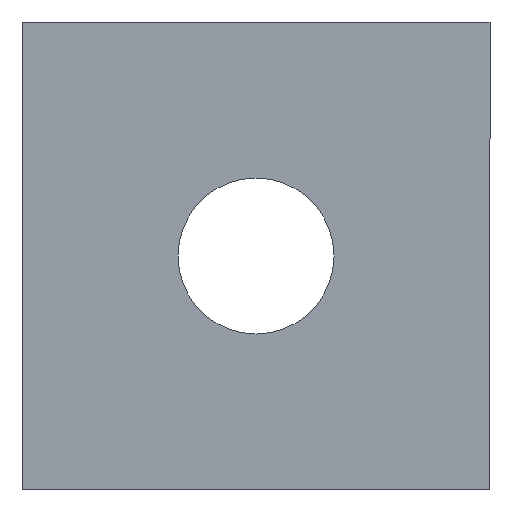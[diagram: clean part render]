
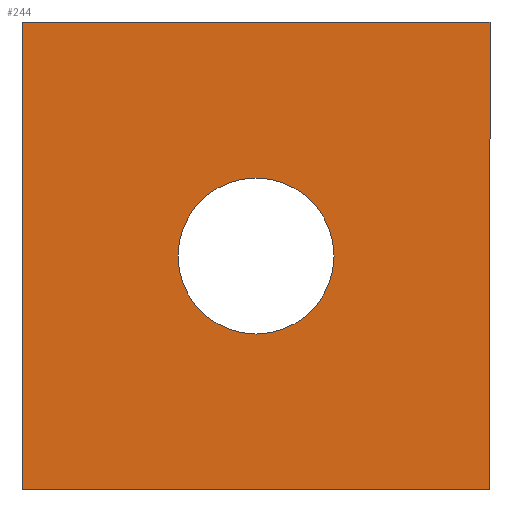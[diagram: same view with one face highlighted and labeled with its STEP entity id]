
A CAD part, front view. The second image highlights one B-rep face of the part: STEP entity #244.
In plain terms, the highlighted planar face has unit normal (0, -1, 0).
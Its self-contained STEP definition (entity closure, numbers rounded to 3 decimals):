
#3 = EDGE_CURVE ( 'NONE', #77, #249, #112, .T. ) ;
#5 = CIRCLE ( 'NONE', #145, 2. ) ;
#11 = EDGE_CURVE ( 'NONE', #276, #61, #271, .T. ) ;
#16 = VECTOR ( 'NONE', #186, 1000. ) ;
#17 = DIRECTION ( 'NONE',  ( 0., 0., 1. ) ) ;
#23 = DIRECTION ( 'NONE',  ( -1., 0., 0. ) ) ;
#27 = CARTESIAN_POINT ( 'NONE',  ( 0., 0., -12. ) ) ;
#35 = DIRECTION ( 'NONE',  ( 0., -1., 0. ) ) ;
#37 = CARTESIAN_POINT ( 'NONE',  ( 6., 0., -4. ) ) ;
#42 = ORIENTED_EDGE ( 'NONE', *, *, #11, .F. ) ;
#53 = FACE_OUTER_BOUND ( 'NONE', #214, .T. ) ;
#60 = AXIS2_PLACEMENT_3D ( 'NONE', #192, #167, #17 ) ;
#61 = VERTEX_POINT ( 'NONE', #250 ) ;
#67 = CARTESIAN_POINT ( 'NONE',  ( 12., 0., -12. ) ) ;
#68 = CARTESIAN_POINT ( 'NONE',  ( 12., 0., 0. ) ) ;
#71 = LINE ( 'NONE', #246, #158 ) ;
#77 = VERTEX_POINT ( 'NONE', #117 ) ;
#78 = EDGE_CURVE ( 'NONE', #157, #135, #5, .T. ) ;
#82 = EDGE_CURVE ( 'NONE', #249, #276, #267, .T. ) ;
#83 = ORIENTED_EDGE ( 'NONE', *, *, #3, .F. ) ;
#95 = VECTOR ( 'NONE', #176, 1000. ) ;
#97 = DIRECTION ( 'NONE',  ( 0., 0., 1. ) ) ;
#102 = VECTOR ( 'NONE', #23, 1000. ) ;
#104 = CARTESIAN_POINT ( 'NONE',  ( 6., 0., -8. ) ) ;
#112 = LINE ( 'NONE', #234, #16 ) ;
#117 = CARTESIAN_POINT ( 'NONE',  ( 0., 0., 0. ) ) ;
#135 = VERTEX_POINT ( 'NONE', #37 ) ;
#145 = AXIS2_PLACEMENT_3D ( 'NONE', #179, #184, #185 ) ;
#153 = CARTESIAN_POINT ( 'NONE',  ( 12., 0., 0. ) ) ;
#157 = VERTEX_POINT ( 'NONE', #104 ) ;
#158 = VECTOR ( 'NONE', #97, 1000. ) ;
#166 = ORIENTED_EDGE ( 'NONE', *, *, #82, .F. ) ;
#167 = DIRECTION ( 'NONE',  ( 0., 1., 0. ) ) ;
#170 = ORIENTED_EDGE ( 'NONE', *, *, #240, .T. ) ;
#176 = DIRECTION ( 'NONE',  ( 0., 0., -1. ) ) ;
#179 = CARTESIAN_POINT ( 'NONE',  ( 6., 0., -6. ) ) ;
#184 = DIRECTION ( 'NONE',  ( 0., 1., 0. ) ) ;
#185 = DIRECTION ( 'NONE',  ( 0., 0., 1. ) ) ;
#186 = DIRECTION ( 'NONE',  ( 1., 0., 0. ) ) ;
#189 = DIRECTION ( 'NONE',  ( 0., 0., -1. ) ) ;
#192 = CARTESIAN_POINT ( 'NONE',  ( 6., 0., -6. ) ) ;
#211 = EDGE_CURVE ( 'NONE', #61, #77, #71, .T. ) ;
#214 = EDGE_LOOP ( 'NONE', ( #241, #42, #166, #83 ) ) ;
#218 = CARTESIAN_POINT ( 'NONE',  ( 0., 0., 0. ) ) ;
#221 = EDGE_LOOP ( 'NONE', ( #227, #170 ) ) ;
#227 = ORIENTED_EDGE ( 'NONE', *, *, #78, .T. ) ;
#234 = CARTESIAN_POINT ( 'NONE',  ( 0., 0., 0. ) ) ;
#236 = AXIS2_PLACEMENT_3D ( 'NONE', #218, #35, #189 ) ;
#239 = PLANE ( 'NONE',  #236 ) ;
#240 = EDGE_CURVE ( 'NONE', #135, #157, #274, .T. ) ;
#241 = ORIENTED_EDGE ( 'NONE', *, *, #211, .F. ) ;
#244 = ADVANCED_FACE ( 'NONE', ( #53, #263 ), #239, .T. ) ;
#246 = CARTESIAN_POINT ( 'NONE',  ( 0., 0., 0. ) ) ;
#249 = VERTEX_POINT ( 'NONE', #68 ) ;
#250 = CARTESIAN_POINT ( 'NONE',  ( 0., 0., -12. ) ) ;
#263 = FACE_BOUND ( 'NONE', #221, .T. ) ;
#267 = LINE ( 'NONE', #153, #95 ) ;
#271 = LINE ( 'NONE', #27, #102 ) ;
#274 = CIRCLE ( 'NONE', #60, 2. ) ;
#276 = VERTEX_POINT ( 'NONE', #67 ) ;
